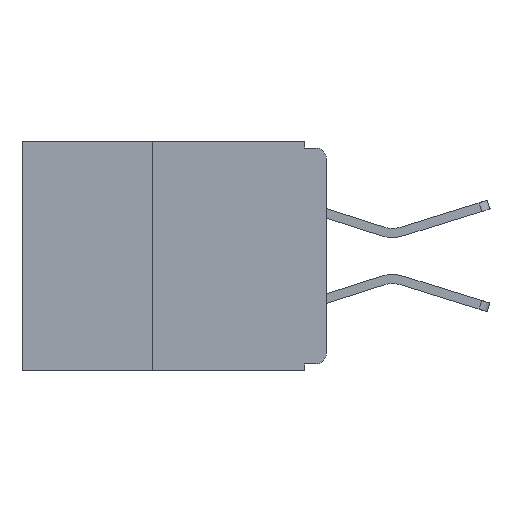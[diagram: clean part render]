
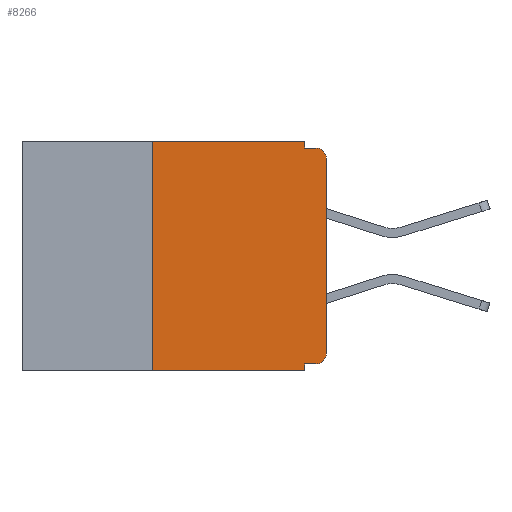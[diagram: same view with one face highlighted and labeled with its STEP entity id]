
A CAD part, left-side view. The second image highlights one B-rep face of the part: STEP entity #8266.
In plain terms, the highlighted planar face has unit normal (-1, 0, 0).
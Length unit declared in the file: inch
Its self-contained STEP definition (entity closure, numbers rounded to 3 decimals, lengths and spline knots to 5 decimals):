
#50 = CARTESIAN_POINT ( 'NONE',  ( 0., 0.015, -0.32 ) ) ;
#125 = DIRECTION ( 'NONE',  ( 0., 0., 1. ) ) ;
#309 = ORIENTED_EDGE ( 'NONE', *, *, #25885, .T. ) ;
#1187 = VECTOR ( 'NONE', #21178, 39.37008 ) ;
#1464 = VERTEX_POINT ( 'NONE', #22665 ) ;
#1586 = EDGE_CURVE ( 'NONE', #15025, #25733, #8467, .T. ) ;
#1631 = EDGE_CURVE ( 'NONE', #16368, #17040, #18635, .T. ) ;
#1746 = EDGE_CURVE ( 'NONE', #9993, #8452, #20206, .T. ) ;
#1759 = CARTESIAN_POINT ( 'NONE',  ( 0., 0.437, -0.33 ) ) ;
#2066 = VECTOR ( 'NONE', #21255, 39.37008 ) ;
#2083 = CARTESIAN_POINT ( 'NONE',  ( 0., 0.031, -0.01 ) ) ;
#2639 = EDGE_CURVE ( 'NONE', #15025, #16047, #23091, .T. ) ;
#3621 = AXIS2_PLACEMENT_3D ( 'NONE', #19571, #7383, #21566 ) ;
#3731 = CARTESIAN_POINT ( 'NONE',  ( 0., 0., -0.025 ) ) ;
#4398 = LINE ( 'NONE', #14613, #9916 ) ;
#5415 = CARTESIAN_POINT ( 'NONE',  ( 0., 0., -0.305 ) ) ;
#5447 = CARTESIAN_POINT ( 'NONE',  ( 0., 0.031, -0.33 ) ) ;
#5904 = LINE ( 'NONE', #19642, #6552 ) ;
#5951 = DIRECTION ( 'NONE',  ( 0., -1., 0. ) ) ;
#6552 = VECTOR ( 'NONE', #7465, 39.37008 ) ;
#6993 = AXIS2_PLACEMENT_3D ( 'NONE', #16336, #16243, #18337 ) ;
#7383 = DIRECTION ( 'NONE',  ( -1., 0., 0. ) ) ;
#7444 = DIRECTION ( 'NONE',  ( 0., -1., 0. ) ) ;
#7465 = DIRECTION ( 'NONE',  ( 0., 0., -1. ) ) ;
#7602 = EDGE_CURVE ( 'NONE', #17040, #9993, #9662, .T. ) ;
#7656 = CARTESIAN_POINT ( 'NONE',  ( 0., 0., -0.01 ) ) ;
#7666 = DIRECTION ( 'NONE',  ( 0., 0., -1. ) ) ;
#7779 = ORIENTED_EDGE ( 'NONE', *, *, #9194, .T. ) ;
#7860 = ORIENTED_EDGE ( 'NONE', *, *, #15944, .T. ) ;
#8266 = ADVANCED_FACE ( 'NONE', ( #14111 ), #14294, .F. ) ;
#8350 = VECTOR ( 'NONE', #7666, 39.37008 ) ;
#8452 = VERTEX_POINT ( 'NONE', #24745 ) ;
#8467 = CIRCLE ( 'NONE', #22304, 0.015 ) ;
#8866 = EDGE_CURVE ( 'NONE', #1464, #16368, #22883, .T. ) ;
#9194 = EDGE_CURVE ( 'NONE', #1464, #18936, #15432, .T. ) ;
#9662 = LINE ( 'NONE', #25795, #8350 ) ;
#9845 = ORIENTED_EDGE ( 'NONE', *, *, #12660, .F. ) ;
#9892 = CIRCLE ( 'NONE', #3621, 0.015 ) ;
#9916 = VECTOR ( 'NONE', #125, 39.37008 ) ;
#9983 = VECTOR ( 'NONE', #5951, 39.37008 ) ;
#9993 = VERTEX_POINT ( 'NONE', #2083 ) ;
#12660 = EDGE_CURVE ( 'NONE', #16047, #18936, #5904, .T. ) ;
#13280 = VECTOR ( 'NONE', #14880, 39.37008 ) ;
#13750 = ORIENTED_EDGE ( 'NONE', *, *, #1631, .F. ) ;
#14111 = FACE_OUTER_BOUND ( 'NONE', #24459, .T. ) ;
#14294 = PLANE ( 'NONE',  #6993 ) ;
#14613 = CARTESIAN_POINT ( 'NONE',  ( 0., 0., 0. ) ) ;
#14880 = DIRECTION ( 'NONE',  ( 0., -1., 0. ) ) ;
#14893 = CARTESIAN_POINT ( 'NONE',  ( 0., 0.437, 0. ) ) ;
#14907 = VECTOR ( 'NONE', #7444, 39.37008 ) ;
#15025 = VERTEX_POINT ( 'NONE', #50 ) ;
#15331 = ORIENTED_EDGE ( 'NONE', *, *, #7602, .F. ) ;
#15432 = LINE ( 'NONE', #1759, #9983 ) ;
#15447 = CARTESIAN_POINT ( 'NONE',  ( 0., 0.031, 0. ) ) ;
#15572 = ORIENTED_EDGE ( 'NONE', *, *, #8866, .F. ) ;
#15944 = EDGE_CURVE ( 'NONE', #16651, #8452, #9892, .T. ) ;
#15964 = DIRECTION ( 'NONE',  ( 0., 0., -1. ) ) ;
#16047 = VERTEX_POINT ( 'NONE', #25783 ) ;
#16243 = DIRECTION ( 'NONE',  ( 1., 0., 0. ) ) ;
#16311 = DIRECTION ( 'NONE',  ( -1., 0., 0. ) ) ;
#16315 = CARTESIAN_POINT ( 'NONE',  ( 0., 0.015, -0.305 ) ) ;
#16336 = CARTESIAN_POINT ( 'NONE',  ( 0., 0.437, 0. ) ) ;
#16368 = VERTEX_POINT ( 'NONE', #16847 ) ;
#16651 = VERTEX_POINT ( 'NONE', #3731 ) ;
#16847 = CARTESIAN_POINT ( 'NONE',  ( 0., 0.25, 0. ) ) ;
#17040 = VERTEX_POINT ( 'NONE', #15447 ) ;
#17825 = ORIENTED_EDGE ( 'NONE', *, *, #1586, .T. ) ;
#17943 = ORIENTED_EDGE ( 'NONE', *, *, #1746, .F. ) ;
#18337 = DIRECTION ( 'NONE',  ( 0., 0., -1. ) ) ;
#18635 = LINE ( 'NONE', #14893, #13280 ) ;
#18936 = VERTEX_POINT ( 'NONE', #5447 ) ;
#19571 = CARTESIAN_POINT ( 'NONE',  ( 0., 0.015, -0.025 ) ) ;
#19642 = CARTESIAN_POINT ( 'NONE',  ( 0., 0.031, -0.33 ) ) ;
#20206 = LINE ( 'NONE', #7656, #14907 ) ;
#21015 = CARTESIAN_POINT ( 'NONE',  ( 0., 0., -0.32 ) ) ;
#21178 = DIRECTION ( 'NONE',  ( 0., 0., 1. ) ) ;
#21255 = DIRECTION ( 'NONE',  ( 0., 1., 0. ) ) ;
#21566 = DIRECTION ( 'NONE',  ( 0., 0., -1. ) ) ;
#22304 = AXIS2_PLACEMENT_3D ( 'NONE', #16315, #16311, #15964 ) ;
#22464 = ORIENTED_EDGE ( 'NONE', *, *, #2639, .F. ) ;
#22665 = CARTESIAN_POINT ( 'NONE',  ( 0., 0.25, -0.33 ) ) ;
#22883 = LINE ( 'NONE', #25127, #1187 ) ;
#23091 = LINE ( 'NONE', #21015, #2066 ) ;
#24459 = EDGE_LOOP ( 'NONE', ( #309, #7860, #17943, #15331, #13750, #15572, #7779, #9845, #22464, #17825 ) ) ;
#24745 = CARTESIAN_POINT ( 'NONE',  ( 0., 0.015, -0.01 ) ) ;
#25127 = CARTESIAN_POINT ( 'NONE',  ( 0., 0.25, -0.33 ) ) ;
#25733 = VERTEX_POINT ( 'NONE', #5415 ) ;
#25783 = CARTESIAN_POINT ( 'NONE',  ( 0., 0.031, -0.32 ) ) ;
#25795 = CARTESIAN_POINT ( 'NONE',  ( 0., 0.031, 0. ) ) ;
#25885 = EDGE_CURVE ( 'NONE', #25733, #16651, #4398, .T. ) ;
